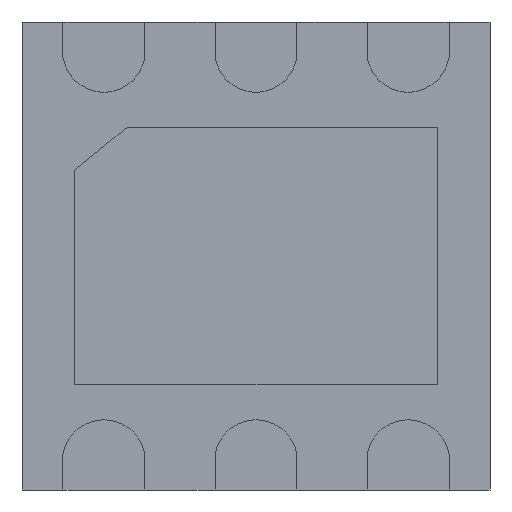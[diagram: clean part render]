
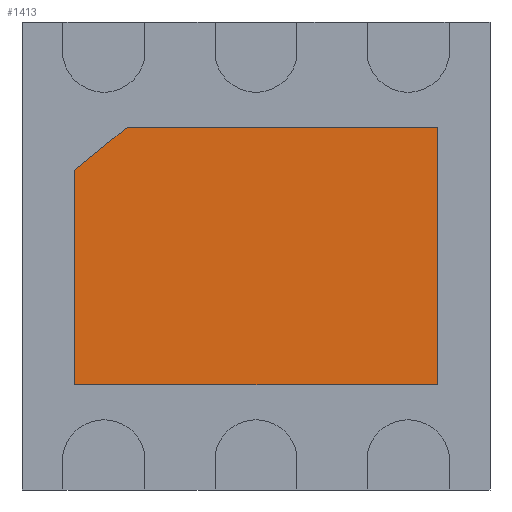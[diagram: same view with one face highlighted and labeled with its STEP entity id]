
A CAD part, front view. The second image highlights one B-rep face of the part: STEP entity #1413.
In plain terms, the highlighted planar face has unit normal (0, -1, 0).
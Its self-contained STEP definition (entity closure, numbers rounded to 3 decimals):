
#14 = AXIS2_PLACEMENT_3D ( 'NONE', #1298, #342, #1391 ) ;
#77 = ORIENTED_EDGE ( 'NONE', *, *, #1366, .T. ) ;
#93 = EDGE_LOOP ( 'NONE', ( #1470, #1112, #1217, #400, #77 ) ) ;
#150 = CARTESIAN_POINT ( 'NONE',  ( 0.775, -0.05, -0.55 ) ) ;
#182 = VECTOR ( 'NONE', #1471, 1000. ) ;
#241 = EDGE_CURVE ( 'NONE', #1425, #1005, #412, .T. ) ;
#301 = EDGE_CURVE ( 'NONE', #863, #564, #518, .T. ) ;
#342 = DIRECTION ( 'NONE',  ( 0., -1., 0. ) ) ;
#380 = PLANE ( 'NONE',  #14 ) ;
#385 = LINE ( 'NONE', #987, #699 ) ;
#400 = ORIENTED_EDGE ( 'NONE', *, *, #241, .T. ) ;
#412 = LINE ( 'NONE', #660, #182 ) ;
#428 = LINE ( 'NONE', #784, #955 ) ;
#451 = DIRECTION ( 'NONE',  ( 1., 0., 0. ) ) ;
#472 = VECTOR ( 'NONE', #860, 1000. ) ;
#501 = VECTOR ( 'NONE', #451, 1000. ) ;
#518 = LINE ( 'NONE', #1455, #501 ) ;
#564 = VERTEX_POINT ( 'NONE', #809 ) ;
#624 = EDGE_CURVE ( 'NONE', #863, #1425, #385, .T. ) ;
#649 = VERTEX_POINT ( 'NONE', #150 ) ;
#653 = EDGE_CURVE ( 'NONE', #564, #649, #1429, .T. ) ;
#656 = FACE_OUTER_BOUND ( 'NONE', #93, .T. ) ;
#660 = CARTESIAN_POINT ( 'NONE',  ( -0.775, -0.05, 0.367 ) ) ;
#699 = VECTOR ( 'NONE', #1451, 1000. ) ;
#784 = CARTESIAN_POINT ( 'NONE',  ( -0.775, -0.05, -0.55 ) ) ;
#809 = CARTESIAN_POINT ( 'NONE',  ( 0.775, -0.05, 0.55 ) ) ;
#860 = DIRECTION ( 'NONE',  ( 0., 0., -1. ) ) ;
#863 = VERTEX_POINT ( 'NONE', #1194 ) ;
#955 = VECTOR ( 'NONE', #1265, 1000. ) ;
#987 = CARTESIAN_POINT ( 'NONE',  ( -0.551, -0.05, 0.55 ) ) ;
#1005 = VERTEX_POINT ( 'NONE', #1153 ) ;
#1112 = ORIENTED_EDGE ( 'NONE', *, *, #301, .F. ) ;
#1153 = CARTESIAN_POINT ( 'NONE',  ( -0.775, -0.05, -0.55 ) ) ;
#1180 = CARTESIAN_POINT ( 'NONE',  ( -0.775, -0.05, 0.367 ) ) ;
#1194 = CARTESIAN_POINT ( 'NONE',  ( -0.551, -0.05, 0.55 ) ) ;
#1217 = ORIENTED_EDGE ( 'NONE', *, *, #624, .T. ) ;
#1265 = DIRECTION ( 'NONE',  ( 1., 0., 0. ) ) ;
#1298 = CARTESIAN_POINT ( 'NONE',  ( 0., -0.05, 0. ) ) ;
#1306 = CARTESIAN_POINT ( 'NONE',  ( 0.775, -0.05, 0.55 ) ) ;
#1366 = EDGE_CURVE ( 'NONE', #1005, #649, #428, .T. ) ;
#1391 = DIRECTION ( 'NONE',  ( 0., 0., -1. ) ) ;
#1413 = ADVANCED_FACE ( 'NONE', ( #656 ), #380, .T. ) ;
#1425 = VERTEX_POINT ( 'NONE', #1180 ) ;
#1429 = LINE ( 'NONE', #1306, #472 ) ;
#1451 = DIRECTION ( 'NONE',  ( -0.774, 0., -0.633 ) ) ;
#1455 = CARTESIAN_POINT ( 'NONE',  ( -0.551, -0.05, 0.55 ) ) ;
#1470 = ORIENTED_EDGE ( 'NONE', *, *, #653, .F. ) ;
#1471 = DIRECTION ( 'NONE',  ( 0., 0., -1. ) ) ;
